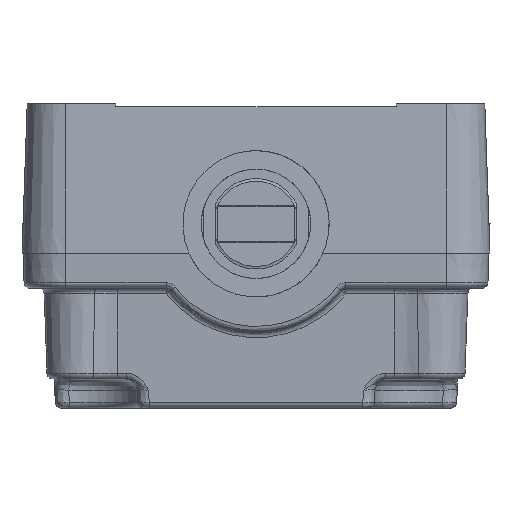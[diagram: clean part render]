
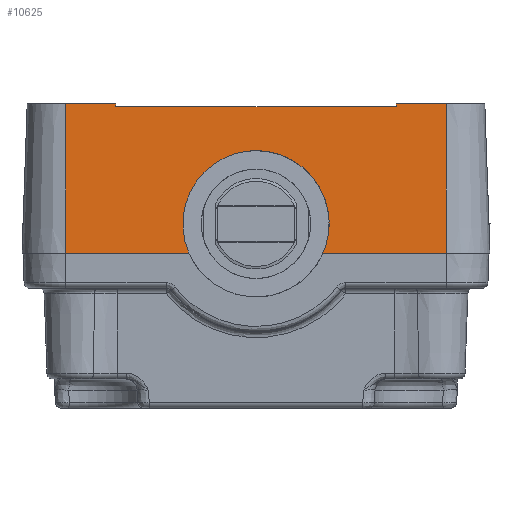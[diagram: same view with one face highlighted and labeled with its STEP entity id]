
A CAD part, front view. The second image highlights one B-rep face of the part: STEP entity #10625.
In plain terms, the highlighted planar face has unit normal (0, -0.999, 0.035).
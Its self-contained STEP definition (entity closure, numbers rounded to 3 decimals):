
#10215=CARTESIAN_POINT('',(21.53,-80.608,0.));
#10216=VERTEX_POINT('',#10215);
#10223=CARTESIAN_POINT('',(0.486,-80.608,0.0));
#10224=VERTEX_POINT('',#10223);
#10225=CARTESIAN_POINT('',(0.486,-80.608,0.0));
#10226=DIRECTION('',(1.0,0.0,0.0));
#10227=VECTOR('',#10226,21.044);
#10228=LINE('',#10225,#10227);
#10229=EDGE_CURVE('',#10224,#10216,#10228,.T.);
#10269=CARTESIAN_POINT('',(44.443,-80.608,0.0));
#10270=VERTEX_POINT('',#10269);
#10277=CARTESIAN_POINT('',(32.986,-80.433,5.));
#10278=DIRECTION('',(0.,0.999,-0.035));
#10279=DIRECTION('',(0.,-0.035,-0.999));
#10280=AXIS2_PLACEMENT_3D('',#10277,#10278,#10279);
#10281=ELLIPSE('',#10280,12.508,12.5);
#10282=EDGE_CURVE('',#10216,#10270,#10281,.T.);
#10327=CARTESIAN_POINT('',(65.486,-80.608,0.0));
#10328=VERTEX_POINT('',#10327);
#10336=CARTESIAN_POINT('',(44.443,-80.608,0.0));
#10337=DIRECTION('',(1.0,0.0,0.0));
#10338=VECTOR('',#10337,21.044);
#10339=LINE('',#10336,#10338);
#10340=EDGE_CURVE('',#10270,#10328,#10339,.T.);
#10561=CARTESIAN_POINT('',(65.486,-80.608,0.0));
#10562=DIRECTION('',(0.0,-0.999,0.035));
#10563=DIRECTION('',(1.0,0.0,0.0));
#10564=AXIS2_PLACEMENT_3D('',#10561,#10562,#10563);
#10565=PLANE('',#10564);
#10566=ORIENTED_EDGE('',*,*,#10282,.T.);
#10567=ORIENTED_EDGE('',*,*,#10340,.T.);
#10568=CARTESIAN_POINT('',(65.486,-79.718,25.5));
#10569=VERTEX_POINT('',#10568);
#10570=CARTESIAN_POINT('',(65.486,-80.608,0.0));
#10571=DIRECTION('',(0.0,0.035,0.999));
#10572=VECTOR('',#10571,25.516);
#10573=LINE('',#10570,#10572);
#10574=EDGE_CURVE('',#10328,#10569,#10573,.T.);
#10575=ORIENTED_EDGE('',*,*,#10574,.T.);
#10576=CARTESIAN_POINT('',(56.986,-79.718,25.5));
#10577=VERTEX_POINT('',#10576);
#10578=CARTESIAN_POINT('',(65.486,-79.718,25.5));
#10579=DIRECTION('',(-1.0,0.0,0.0));
#10580=VECTOR('',#10579,8.5);
#10581=LINE('',#10578,#10580);
#10582=EDGE_CURVE('',#10569,#10577,#10581,.T.);
#10583=ORIENTED_EDGE('',*,*,#10582,.T.);
#10584=CARTESIAN_POINT('',(56.986,-79.735,25.));
#10585=VERTEX_POINT('',#10584);
#10586=CARTESIAN_POINT('',(56.986,-79.718,25.5));
#10587=DIRECTION('',(0.0,-0.035,-0.999));
#10588=VECTOR('',#10587,0.5);
#10589=LINE('',#10586,#10588);
#10590=EDGE_CURVE('',#10577,#10585,#10589,.T.);
#10591=ORIENTED_EDGE('',*,*,#10590,.T.);
#10592=CARTESIAN_POINT('',(8.986,-79.735,25.));
#10593=VERTEX_POINT('',#10592);
#10594=CARTESIAN_POINT('',(56.986,-79.735,25.));
#10595=DIRECTION('',(-1.0,0.0,0.0));
#10596=VECTOR('',#10595,48.);
#10597=LINE('',#10594,#10596);
#10598=EDGE_CURVE('',#10585,#10593,#10597,.T.);
#10599=ORIENTED_EDGE('',*,*,#10598,.T.);
#10600=CARTESIAN_POINT('',(8.986,-79.718,25.5));
#10601=VERTEX_POINT('',#10600);
#10602=CARTESIAN_POINT('',(8.986,-79.735,25.));
#10603=DIRECTION('',(0.0,0.035,0.999));
#10604=VECTOR('',#10603,0.5);
#10605=LINE('',#10602,#10604);
#10606=EDGE_CURVE('',#10593,#10601,#10605,.T.);
#10607=ORIENTED_EDGE('',*,*,#10606,.T.);
#10608=CARTESIAN_POINT('',(0.486,-79.718,25.5));
#10609=VERTEX_POINT('',#10608);
#10610=CARTESIAN_POINT('',(8.986,-79.718,25.5));
#10611=DIRECTION('',(-1.0,0.0,0.0));
#10612=VECTOR('',#10611,8.5);
#10613=LINE('',#10610,#10612);
#10614=EDGE_CURVE('',#10601,#10609,#10613,.T.);
#10615=ORIENTED_EDGE('',*,*,#10614,.T.);
#10616=CARTESIAN_POINT('',(0.486,-80.608,0.0));
#10617=DIRECTION('',(0.,0.035,0.999));
#10618=VECTOR('',#10617,25.516);
#10619=LINE('',#10616,#10618);
#10620=EDGE_CURVE('',#10224,#10609,#10619,.T.);
#10621=ORIENTED_EDGE('',*,*,#10620,.F.);
#10622=ORIENTED_EDGE('',*,*,#10229,.T.);
#10623=EDGE_LOOP('',(#10566,#10567,#10575,#10583,#10591,#10599,#10607,#10615,#10621,#10622));
#10624=FACE_OUTER_BOUND('',#10623,.T.);
#10625=ADVANCED_FACE('',(#10624),#10565,.T.);
